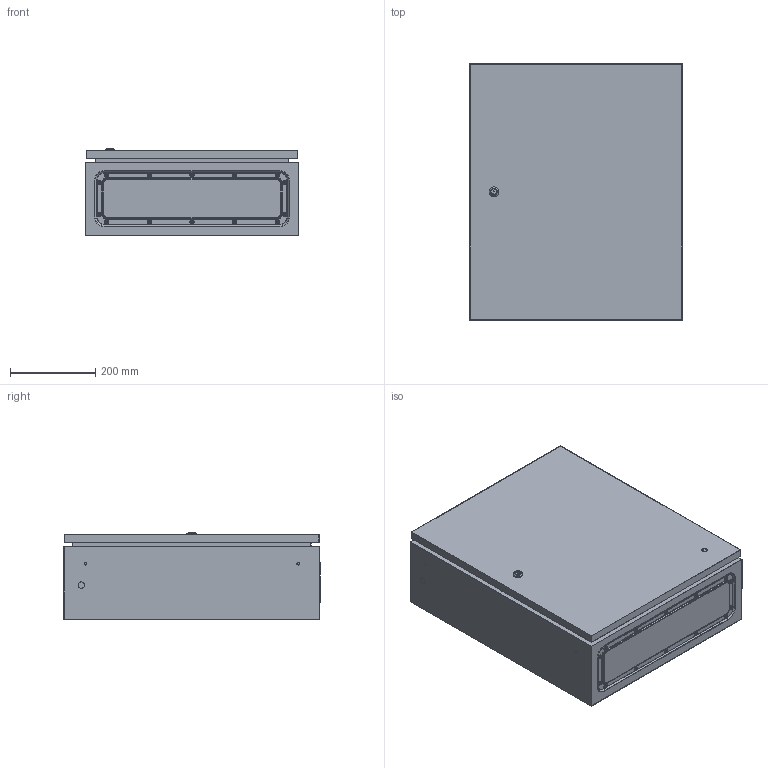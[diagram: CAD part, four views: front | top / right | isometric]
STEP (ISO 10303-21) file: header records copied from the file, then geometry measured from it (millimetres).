
FILE_DESCRIPTION (( 'STEP AP203' ), '1' );
FILE_NAME ('TI5-10-N-060-050-020-66_TITAN5 ﾙﾌﾏ-60.50.20 ﾓﾕﾋ1 IP66 IEK.STEP', '2022-12-05T09:31:55', ( '' ), ( '' ), 'SwSTEP 2.0', 'SolidWorks 2022', '' );
FILE_SCHEMA (( 'CONFIG_CONTROL_DESIGN' ));
Length unit declared in the file: millimetre
Products named in the file (7): TI5-10-N-060-050-020-66_TITAN5 ЩМП-60.50.20 УХЛ1 IP66 IEK; Gaika_6; Dver_60.500; Винт_резьбовыдавливающий_М4х9; Kryshka1_450x125; Obolochka_SHMP_ShMP_60.50.20; Mont.Panel_600x500
Assembly tree (23 placements, depth 2):
  TI5-10-N-060-050-020-66_TITAN5 ЩМП-60.50.20 УХЛ1 IP66 IEK
    Obolochka_SHMP_ShMP_60.50.20
    Mont.Panel_600x500
    Dver_60.500
    Kryshka1_450x125
    Gaika_6  x4
    Винт_резьбовыдавливающий_М4х9  x15
Bounding box: 500 x 600.5 x 204.5 mm (x, y, z)
Volume: 1580721.1 mm3; surface area: 2817054.8 mm2
Topology: 27 solids, 27 shells, 1423 faces, 3617 edges, 2413 vertices
Faces by surface type: plane 990, cylinder 283, torus 50, cone 40, bspline 30, sphere 30
Entity records: 30047 total; most frequent: CARTESIAN_POINT 5459, ORIENTED_EDGE 4738, DIRECTION 4730, EDGE_CURVE 2369, LINE 1930, VECTOR 1930, VERTEX_POINT 1553, AXIS2_PLACEMENT_3D 1400
